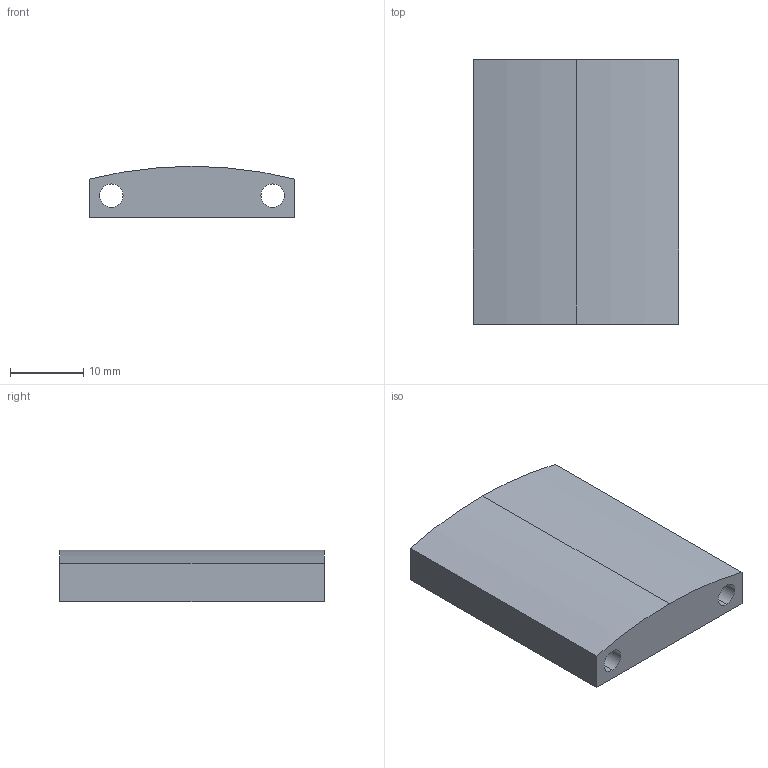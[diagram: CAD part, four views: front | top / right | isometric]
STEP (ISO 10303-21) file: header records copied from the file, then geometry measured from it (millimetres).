
FILE_DESCRIPTION (( 'STEP AP214' ), '1' );
FILE_NAME ('3004-PF - MOTOR SUPPORT PLATE.STEP', '2023-10-19T23:01:00', ( '' ), ( '' ), 'SwSTEP 2.0', 'SolidWorks 2023', '' );
FILE_SCHEMA (( 'AUTOMOTIVE_DESIGN' ));
Length unit declared in the file: millimetre
Products named in the file (1): 3004-PF - MOTOR SUPPORT PLATE
Bounding box: 28 x 36 x 7 mm (x, y, z)
Volume: 5815.8 mm3; surface area: 3554.6 mm2
Topology: 1 solids, 1 shells, 20 faces, 45 edges, 30 vertices
Faces by surface type: cylinder 12, plane 8
Entity records: 604 total; most frequent: DIRECTION 111, CARTESIAN_POINT 96, ORIENTED_EDGE 90, EDGE_CURVE 45, AXIS2_PLACEMENT_3D 45, VERTEX_POINT 30, EDGE_LOOP 27, CIRCLE 24
